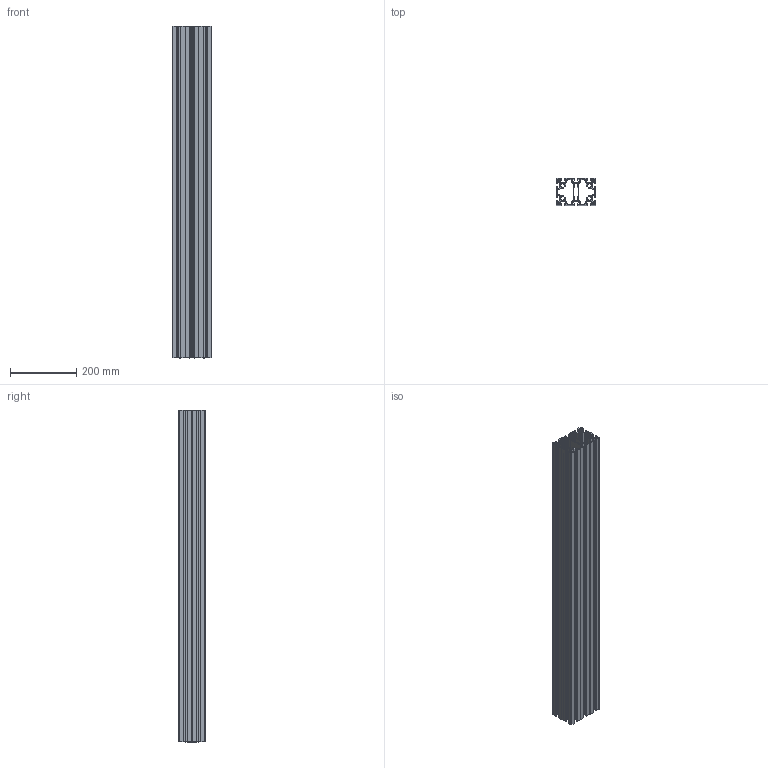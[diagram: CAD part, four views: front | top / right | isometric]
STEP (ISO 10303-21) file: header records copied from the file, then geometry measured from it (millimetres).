
FILE_DESCRIPTION (( 'STEP AP214' ), '1' );
FILE_NAME ('4812 Êîíñòðóêöèîííûé ïðîôèëü 80õ120.STEP', '2019-11-01T08:14:18', ( 'Windows User' ), ( '' ), 'SwSTEP 2.0', 'SolidWorks 2019', '' );
FILE_SCHEMA (( 'AUTOMOTIVE_DESIGN' ));
Length unit declared in the file: millimetre
Products named in the file (1): 4812 Êîíñòðóêöèîííûé ïðîôèëü 80õ120
Bounding box: 120 x 80 x 1000.1 mm (x, y, z)
Volume: 2230656.2 mm3; surface area: 1650148.7 mm2
Topology: 1 solids, 1 shells, 956 faces, 2868 edges, 1912 vertices
Faces by surface type: plane 514, cylinder 442
Entity records: 32502 total; most frequent: CARTESIAN_POINT 5737, ORIENTED_EDGE 5736, DIRECTION 5670, EDGE_CURVE 2868, VECTOR 1980, LINE 1980, VERTEX_POINT 1912, AXIS2_PLACEMENT_3D 1845
